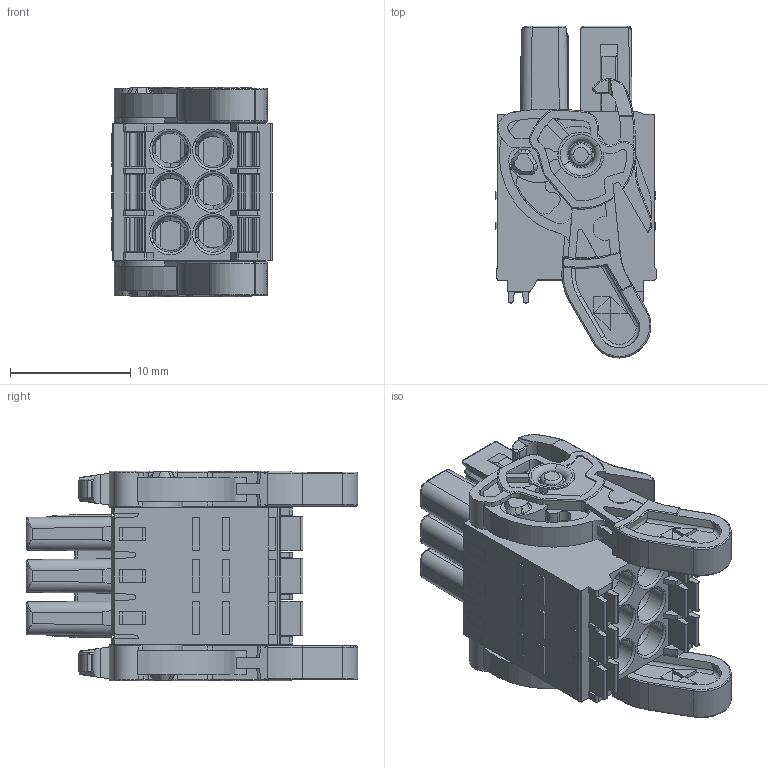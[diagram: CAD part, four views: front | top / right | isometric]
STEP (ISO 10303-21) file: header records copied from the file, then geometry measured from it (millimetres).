
FILE_DESCRIPTION((''),'2;1');
FILE_NAME('TLPSDL-010-1','2024-09-25T16:35:05',('sheji109'),(''),'CREO PARAMETRIC BY PTC INC, 2018100','CREO PARAMETRIC BY PTC INC, 2018100','');
FILE_SCHEMA(('CONFIG_CONTROL_DESIGN'));
Products named in the file (1): TLPSDL-010-1
Bounding box: 13.34 x 27.5 x 17.4 mm (x, y, z)
Volume: 3061.4 mm3; surface area: 3206.9 mm2
Topology: 1 solids, 1 shells, 1610 faces, 4426 edges, 2865 vertices
Faces by surface type: plane 851, cylinder 461, torus 156, bspline 76, cone 60, sphere 6
Entity records: 55062 total; most frequent: CARTESIAN_POINT 14293, ORIENTED_EDGE 8844, DIRECTION 8261, EDGE_CURVE 4422, VERTEX_POINT 2865, AXIS2_PLACEMENT_3D 2856, VECTOR 2549, LINE 2549
